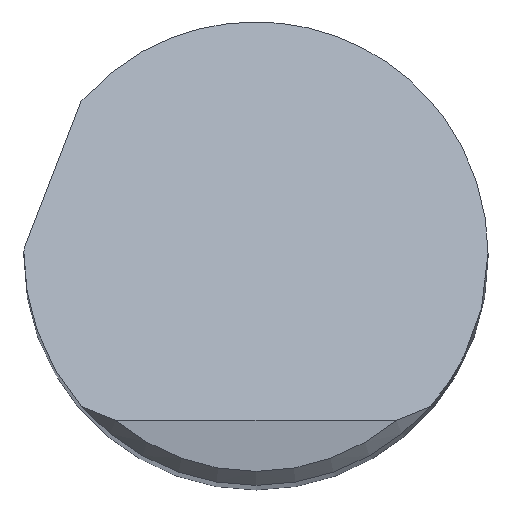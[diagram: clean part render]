
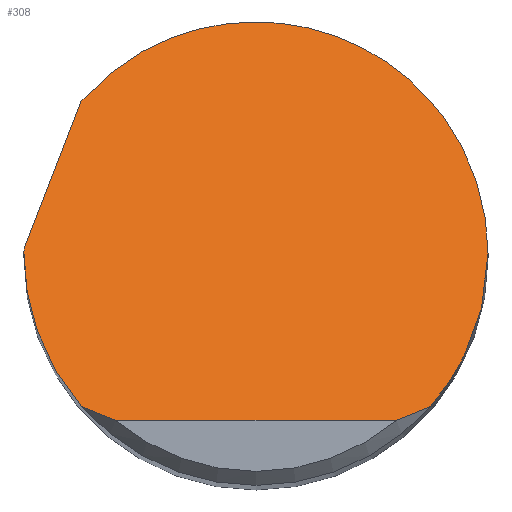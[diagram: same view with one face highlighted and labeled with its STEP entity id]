
A CAD part, top view. The second image highlights one B-rep face of the part: STEP entity #308.
In plain terms, the highlighted planar face has unit normal (0, 0.707, 0.707).
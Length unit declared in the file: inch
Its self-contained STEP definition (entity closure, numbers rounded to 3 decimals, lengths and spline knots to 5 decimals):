
#9 = EDGE_CURVE ( 'NONE', #393, #38, #120, .T. ) ;
#16 = CARTESIAN_POINT ( 'NONE',  ( 0.25, 0.27527, 2.54473 ) ) ;
#17 = CARTESIAN_POINT ( 'NONE',  ( -0.24998, 0.00333, 2.81667 ) ) ;
#27 = CARTESIAN_POINT ( 'NONE',  ( 0.22834, -0.11887, 2.93887 ) ) ;
#29 = EDGE_CURVE ( 'NONE', #302, #342, #216, .T. ) ;
#38 = VERTEX_POINT ( 'NONE', #300 ) ;
#51 = CARTESIAN_POINT ( 'NONE',  ( -0.25, 0., 2.82 ) ) ;
#70 = ORIENTED_EDGE ( 'NONE', *, *, #445, .F. ) ;
#73 = CARTESIAN_POINT ( 'NONE',  ( -0.18782, -0.165, 2.985 ) ) ;
#79 = EDGE_CURVE ( 'NONE', #295, #418, #250, .T. ) ;
#87 = DIRECTION ( 'NONE',  ( 0., -0.707, -0.707 ) ) ;
#94 = VECTOR ( 'NONE', #193, 39.37008 ) ;
#107 = ORIENTED_EDGE ( 'NONE', *, *, #122, .F. ) ;
#111 = CARTESIAN_POINT ( 'NONE',  ( -0.25, 0.00167, 2.81833 ) ) ;
#116 = FACE_OUTER_BOUND ( 'NONE', #143, .T. ) ;
#120 =( BOUNDED_CURVE ( )  B_SPLINE_CURVE ( 3, ( #306, #340, #16, #155 ),
 .UNSPECIFIED., .F., .T. ) 
 B_SPLINE_CURVE_WITH_KNOTS ( ( 4, 4 ),
 ( 5.42872, 7.85398 ),
 .UNSPECIFIED. ) 
 CURVE ( )  GEOMETRIC_REPRESENTATION_ITEM ( )  RATIONAL_B_SPLINE_CURVE ( ( 1., 0.567, 0.567, 1. ) ) 
 REPRESENTATION_ITEM ( '' )  );
#122 = EDGE_CURVE ( 'NONE', #331, #302, #266, .T. ) ;
#125 = CARTESIAN_POINT ( 'NONE',  ( 0.17589, -0.1704, 2.9904 ) ) ;
#128 = CARTESIAN_POINT ( 'NONE',  ( 0.15108, -0.18, 3. ) ) ;
#129 = CARTESIAN_POINT ( 'NONE',  ( -0.31638, -0.1672, 2.9872 ) ) ;
#133 = EDGE_CURVE ( 'NONE', #331, #295, #293, .T. ) ;
#141 = DIRECTION ( 'NONE',  ( 1., 0., 0. ) ) ;
#143 = EDGE_LOOP ( 'NONE', ( #437, #232, #177, #372, #70, #157, #107, #303 ) ) ;
#155 = CARTESIAN_POINT ( 'NONE',  ( 0.25, 0., 2.82 ) ) ;
#157 = ORIENTED_EDGE ( 'NONE', *, *, #29, .F. ) ;
#158 = CARTESIAN_POINT ( 'NONE',  ( -0.15108, -0.18, 3. ) ) ;
#172 = CARTESIAN_POINT ( 'NONE',  ( 0.25, -0.06141, 2.88141 ) ) ;
#173 = CARTESIAN_POINT ( 'NONE',  ( -0.25, 0., 2.82 ) ) ;
#176 = CARTESIAN_POINT ( 'NONE',  ( -0.18782, -0.165, 2.985 ) ) ;
#177 = ORIENTED_EDGE ( 'NONE', *, *, #199, .F. ) ;
#188 = CARTESIAN_POINT ( 'NONE',  ( -0.24995, 0.005, 2.815 ) ) ;
#193 = DIRECTION ( 'NONE',  ( 0.263, 0.682, -0.682 ) ) ;
#199 = EDGE_CURVE ( 'NONE', #38, #435, #254, .T. ) ;
#208 = CARTESIAN_POINT ( 'NONE',  ( -0.22834, -0.11887, 2.93887 ) ) ;
#214 = CARTESIAN_POINT ( 'NONE',  ( -0.16367, -0.17542, 2.99542 ) ) ;
#216 =( BOUNDED_CURVE ( )  B_SPLINE_CURVE ( 3, ( #51, #111, #17, #188 ),
 .UNSPECIFIED., .F., .T. ) 
 B_SPLINE_CURVE_WITH_KNOTS ( ( 4, 4 ),
 ( 4.71239, 4.73239 ),
 .UNSPECIFIED. ) 
 CURVE ( )  GEOMETRIC_REPRESENTATION_ITEM ( )  RATIONAL_B_SPLINE_CURVE ( ( 1., 1., 1., 1. ) ) 
 REPRESENTATION_ITEM ( '' )  );
#230 = DIRECTION ( 'NONE',  ( 0., 0.707, -0.707 ) ) ;
#232 = ORIENTED_EDGE ( 'NONE', *, *, #452, .T. ) ;
#247 = CARTESIAN_POINT ( 'NONE',  ( -0.17589, -0.1704, 2.9904 ) ) ;
#250 = LINE ( 'NONE', #395, #374 ) ;
#254 =( BOUNDED_CURVE ( )  B_SPLINE_CURVE ( 3, ( #455, #172, #27, #316 ),
 .UNSPECIFIED., .F., .T. ) 
 B_SPLINE_CURVE_WITH_KNOTS ( ( 4, 4 ),
 ( 1.5708, 2.29162 ),
 .UNSPECIFIED. ) 
 CURVE ( )  GEOMETRIC_REPRESENTATION_ITEM ( )  RATIONAL_B_SPLINE_CURVE ( ( 1., 0.957, 0.957, 1. ) ) 
 REPRESENTATION_ITEM ( '' )  );
#265 = CARTESIAN_POINT ( 'NONE',  ( -0.25, -0.18, 3. ) ) ;
#266 =( BOUNDED_CURVE ( )  B_SPLINE_CURVE ( 3, ( #176, #208, #318, #173 ),
 .UNSPECIFIED., .F., .F. ) 
 B_SPLINE_CURVE_WITH_KNOTS ( ( 4, 4 ),
 ( 3.99157, 4.71239 ),
 .UNSPECIFIED. ) 
 CURVE ( )  GEOMETRIC_REPRESENTATION_ITEM ( )  RATIONAL_B_SPLINE_CURVE ( ( 1., 0.957, 0.957, 1. ) ) 
 REPRESENTATION_ITEM ( '' )  );
#284 = CARTESIAN_POINT ( 'NONE',  ( -0.15108, -0.18, 3. ) ) ;
#293 = B_SPLINE_CURVE_WITH_KNOTS ( 'NONE', 3,
 ( #73, #247, #214, #284 ),
 .UNSPECIFIED., .F., .F.,
 ( 4, 4 ),
 ( 0., 0.00108 ),
 .UNSPECIFIED. ) ;
#295 = VERTEX_POINT ( 'NONE', #158 ) ;
#297 = CARTESIAN_POINT ( 'NONE',  ( -0.18855, 0.16416, 2.65584 ) ) ;
#300 = CARTESIAN_POINT ( 'NONE',  ( 0.25, 0., 2.82 ) ) ;
#302 = VERTEX_POINT ( 'NONE', #336 ) ;
#303 = ORIENTED_EDGE ( 'NONE', *, *, #133, .T. ) ;
#306 = CARTESIAN_POINT ( 'NONE',  ( -0.18855, 0.16416, 2.65584 ) ) ;
#308 = ADVANCED_FACE ( 'NONE', ( #116 ), #373, .F. ) ;
#311 = CARTESIAN_POINT ( 'NONE',  ( 0.18782, -0.165, 2.985 ) ) ;
#316 = CARTESIAN_POINT ( 'NONE',  ( 0.18782, -0.165, 2.985 ) ) ;
#318 = CARTESIAN_POINT ( 'NONE',  ( -0.25, -0.06141, 2.88141 ) ) ;
#331 = VERTEX_POINT ( 'NONE', #380 ) ;
#336 = CARTESIAN_POINT ( 'NONE',  ( -0.25, 0., 2.82 ) ) ;
#340 = CARTESIAN_POINT ( 'NONE',  ( -0.0078, 0.37177, 2.44823 ) ) ;
#342 = VERTEX_POINT ( 'NONE', #439 ) ;
#346 = CARTESIAN_POINT ( 'NONE',  ( 0.16367, -0.17542, 2.99542 ) ) ;
#372 = ORIENTED_EDGE ( 'NONE', *, *, #9, .F. ) ;
#373 = PLANE ( 'NONE',  #425 ) ;
#374 = VECTOR ( 'NONE', #141, 39.37008 ) ;
#380 = CARTESIAN_POINT ( 'NONE',  ( -0.18782, -0.165, 2.985 ) ) ;
#385 = CARTESIAN_POINT ( 'NONE',  ( 0.18782, -0.165, 2.985 ) ) ;
#393 = VERTEX_POINT ( 'NONE', #297 ) ;
#395 = CARTESIAN_POINT ( 'NONE',  ( 0., -0.18, 3. ) ) ;
#415 = LINE ( 'NONE', #129, #94 ) ;
#417 = CARTESIAN_POINT ( 'NONE',  ( 0.15108, -0.18, 3. ) ) ;
#418 = VERTEX_POINT ( 'NONE', #128 ) ;
#425 = AXIS2_PLACEMENT_3D ( 'NONE', #265, #87, #230 ) ;
#433 = B_SPLINE_CURVE_WITH_KNOTS ( 'NONE', 3,
 ( #417, #346, #125, #385 ),
 .UNSPECIFIED., .F., .F.,
 ( 4, 4 ),
 ( 0., 0.00108 ),
 .UNSPECIFIED. ) ;
#435 = VERTEX_POINT ( 'NONE', #311 ) ;
#437 = ORIENTED_EDGE ( 'NONE', *, *, #79, .T. ) ;
#439 = CARTESIAN_POINT ( 'NONE',  ( -0.24995, 0.005, 2.815 ) ) ;
#445 = EDGE_CURVE ( 'NONE', #342, #393, #415, .T. ) ;
#452 = EDGE_CURVE ( 'NONE', #418, #435, #433, .T. ) ;
#455 = CARTESIAN_POINT ( 'NONE',  ( 0.25, 0., 2.82 ) ) ;
